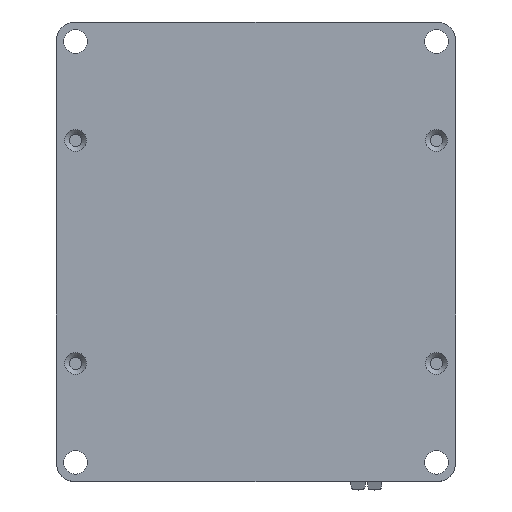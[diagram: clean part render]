
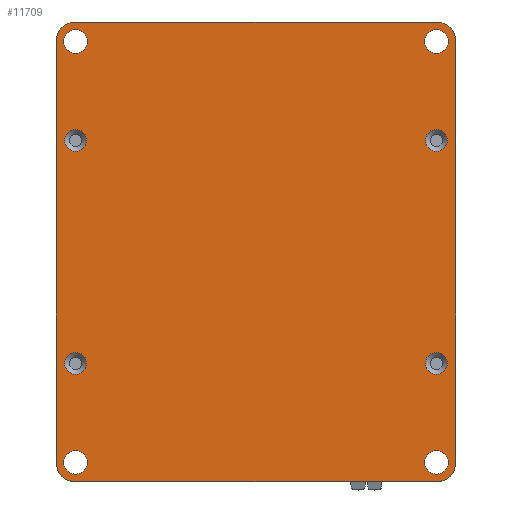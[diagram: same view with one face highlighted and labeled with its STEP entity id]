
A CAD part, top view. The second image highlights one B-rep face of the part: STEP entity #11709.
In plain terms, the highlighted face is planar.
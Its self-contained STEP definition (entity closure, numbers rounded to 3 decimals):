
#708=FACE_BOUND('',#2338,.T.);
#709=FACE_BOUND('',#2339,.T.);
#710=FACE_BOUND('',#2340,.T.);
#711=FACE_BOUND('',#2341,.T.);
#712=FACE_BOUND('',#2342,.T.);
#713=FACE_BOUND('',#2343,.T.);
#714=FACE_BOUND('',#2344,.T.);
#715=FACE_BOUND('',#2345,.T.);
#1106=CIRCLE('',#12749,2.3);
#1108=CIRCLE('',#12753,2.3);
#1110=CIRCLE('',#12757,2.3);
#1112=CIRCLE('',#12761,2.3);
#1122=CIRCLE('',#12795,4.1);
#1123=CIRCLE('',#12798,4.1);
#1124=CIRCLE('',#12799,4.1);
#1125=CIRCLE('',#12800,4.1);
#1126=CIRCLE('',#12801,2.5);
#1127=CIRCLE('',#12802,2.5);
#1128=CIRCLE('',#12803,2.5);
#1129=CIRCLE('',#12804,2.5);
#1693=FACE_OUTER_BOUND('',#2337,.T.);
#2337=EDGE_LOOP('',(#10656,#10657,#10658,#10659,#10660,#10661,#10662,#10663));
#2338=EDGE_LOOP('',(#10664));
#2339=EDGE_LOOP('',(#10665));
#2340=EDGE_LOOP('',(#10666));
#2341=EDGE_LOOP('',(#10667));
#2342=EDGE_LOOP('',(#10668));
#2343=EDGE_LOOP('',(#10669));
#2344=EDGE_LOOP('',(#10670));
#2345=EDGE_LOOP('',(#10671));
#3510=LINE('',#19441,#4696);
#3512=LINE('',#19445,#4698);
#3513=LINE('',#19449,#4699);
#3514=LINE('',#19453,#4700);
#4696=VECTOR('',#15990,10.);
#4698=VECTOR('',#15994,10.);
#4699=VECTOR('',#15997,10.);
#4700=VECTOR('',#16000,10.);
#5777=VERTEX_POINT('',#19328);
#5779=VERTEX_POINT('',#19336);
#5781=VERTEX_POINT('',#19344);
#5783=VERTEX_POINT('',#19352);
#5801=VERTEX_POINT('',#19434);
#5802=VERTEX_POINT('',#19436);
#5803=VERTEX_POINT('',#19440);
#5804=VERTEX_POINT('',#19444);
#5805=VERTEX_POINT('',#19446);
#5806=VERTEX_POINT('',#19448);
#5807=VERTEX_POINT('',#19450);
#5808=VERTEX_POINT('',#19452);
#5809=VERTEX_POINT('',#19455);
#5810=VERTEX_POINT('',#19457);
#5811=VERTEX_POINT('',#19459);
#5812=VERTEX_POINT('',#19461);
#7374=EDGE_CURVE('',#5777,#5777,#1106,.T.);
#7378=EDGE_CURVE('',#5779,#5779,#1108,.T.);
#7382=EDGE_CURVE('',#5781,#5781,#1110,.T.);
#7386=EDGE_CURVE('',#5783,#5783,#1112,.T.);
#7427=EDGE_CURVE('',#5801,#5802,#1122,.T.);
#7429=EDGE_CURVE('',#5802,#5803,#3510,.T.);
#7431=EDGE_CURVE('',#5804,#5801,#3512,.T.);
#7432=EDGE_CURVE('',#5805,#5804,#1123,.T.);
#7433=EDGE_CURVE('',#5806,#5805,#3513,.T.);
#7434=EDGE_CURVE('',#5807,#5806,#1124,.T.);
#7435=EDGE_CURVE('',#5808,#5807,#3514,.T.);
#7436=EDGE_CURVE('',#5803,#5808,#1125,.T.);
#7437=EDGE_CURVE('',#5809,#5809,#1126,.T.);
#7438=EDGE_CURVE('',#5810,#5810,#1127,.T.);
#7439=EDGE_CURVE('',#5811,#5811,#1128,.T.);
#7440=EDGE_CURVE('',#5812,#5812,#1129,.T.);
#10656=ORIENTED_EDGE('',*,*,#7427,.F.);
#10657=ORIENTED_EDGE('',*,*,#7431,.F.);
#10658=ORIENTED_EDGE('',*,*,#7432,.F.);
#10659=ORIENTED_EDGE('',*,*,#7433,.F.);
#10660=ORIENTED_EDGE('',*,*,#7434,.F.);
#10661=ORIENTED_EDGE('',*,*,#7435,.F.);
#10662=ORIENTED_EDGE('',*,*,#7436,.F.);
#10663=ORIENTED_EDGE('',*,*,#7429,.F.);
#10664=ORIENTED_EDGE('',*,*,#7374,.T.);
#10665=ORIENTED_EDGE('',*,*,#7378,.T.);
#10666=ORIENTED_EDGE('',*,*,#7382,.T.);
#10667=ORIENTED_EDGE('',*,*,#7386,.T.);
#10668=ORIENTED_EDGE('',*,*,#7437,.F.);
#10669=ORIENTED_EDGE('',*,*,#7438,.F.);
#10670=ORIENTED_EDGE('',*,*,#7439,.F.);
#10671=ORIENTED_EDGE('',*,*,#7440,.F.);
#11124=PLANE('',#12797);
#11709=ADVANCED_FACE('',(#1693,#708,#709,#710,#711,#712,#713,#714,#715),
#11124,.F.);
#12749=AXIS2_PLACEMENT_3D('',#19329,#15856,#15857);
#12753=AXIS2_PLACEMENT_3D('',#19337,#15866,#15867);
#12757=AXIS2_PLACEMENT_3D('',#19345,#15876,#15877);
#12761=AXIS2_PLACEMENT_3D('',#19353,#15886,#15887);
#12795=AXIS2_PLACEMENT_3D('',#19437,#15985,#15986);
#12797=AXIS2_PLACEMENT_3D('',#19443,#15992,#15993);
#12798=AXIS2_PLACEMENT_3D('',#19447,#15995,#15996);
#12799=AXIS2_PLACEMENT_3D('',#19451,#15998,#15999);
#12800=AXIS2_PLACEMENT_3D('',#19454,#16001,#16002);
#12801=AXIS2_PLACEMENT_3D('',#19456,#16003,#16004);
#12802=AXIS2_PLACEMENT_3D('',#19458,#16005,#16006);
#12803=AXIS2_PLACEMENT_3D('',#19460,#16007,#16008);
#12804=AXIS2_PLACEMENT_3D('',#19462,#16009,#16010);
#15856=DIRECTION('center_axis',(0.,0.,1.));
#15857=DIRECTION('ref_axis',(-1.,0.,0.));
#15866=DIRECTION('center_axis',(0.,0.,1.));
#15867=DIRECTION('ref_axis',(-1.,0.,0.));
#15876=DIRECTION('center_axis',(0.,0.,1.));
#15877=DIRECTION('ref_axis',(-1.,0.,0.));
#15886=DIRECTION('center_axis',(0.,0.,1.));
#15887=DIRECTION('ref_axis',(-1.,0.,0.));
#15985=DIRECTION('center_axis',(0.,0.,1.));
#15986=DIRECTION('ref_axis',(0.707,0.707,0.));
#15990=DIRECTION('',(-1.,0.,0.));
#15992=DIRECTION('center_axis',(0.,0.,1.));
#15993=DIRECTION('ref_axis',(1.,0.,0.));
#15994=DIRECTION('',(0.,1.,0.));
#15995=DIRECTION('center_axis',(0.,0.,1.));
#15996=DIRECTION('ref_axis',(0.707,-0.707,0.));
#15997=DIRECTION('',(1.,0.,0.));
#15998=DIRECTION('center_axis',(0.,0.,1.));
#15999=DIRECTION('ref_axis',(-0.707,-0.707,0.));
#16000=DIRECTION('',(0.,-1.,0.));
#16001=DIRECTION('center_axis',(0.,0.,1.));
#16002=DIRECTION('ref_axis',(-0.707,0.707,0.));
#16003=DIRECTION('center_axis',(0.,0.,-1.));
#16004=DIRECTION('ref_axis',(1.,0.,0.));
#16005=DIRECTION('center_axis',(0.,0.,-1.));
#16006=DIRECTION('ref_axis',(1.,0.,0.));
#16007=DIRECTION('center_axis',(0.,0.,-1.));
#16008=DIRECTION('ref_axis',(1.,0.,0.));
#16009=DIRECTION('center_axis',(0.,0.,-1.));
#16010=DIRECTION('ref_axis',(1.,0.,0.));
#19328=CARTESIAN_POINT('',(82.6,25.,0.));
#19329=CARTESIAN_POINT('Origin',(80.3,25.,0.));
#19336=CARTESIAN_POINT('',(6.4,72.1,0.));
#19337=CARTESIAN_POINT('Origin',(4.1,72.1,0.));
#19344=CARTESIAN_POINT('',(82.6,72.1,0.));
#19345=CARTESIAN_POINT('Origin',(80.3,72.1,0.));
#19352=CARTESIAN_POINT('',(6.4,25.,0.));
#19353=CARTESIAN_POINT('Origin',(4.1,25.,0.));
#19434=CARTESIAN_POINT('',(84.4,93.,0.));
#19436=CARTESIAN_POINT('',(80.3,97.1,0.));
#19437=CARTESIAN_POINT('Origin',(80.3,93.,0.));
#19440=CARTESIAN_POINT('',(4.1,97.1,0.));
#19441=CARTESIAN_POINT('',(84.4,97.1,0.));
#19443=CARTESIAN_POINT('Origin',(42.2,48.55,0.));
#19444=CARTESIAN_POINT('',(84.4,4.1,0.));
#19445=CARTESIAN_POINT('',(84.4,0.,0.));
#19446=CARTESIAN_POINT('',(80.3,0.,0.));
#19447=CARTESIAN_POINT('Origin',(80.3,4.1,0.));
#19448=CARTESIAN_POINT('',(4.1,0.,0.));
#19449=CARTESIAN_POINT('',(0.,0.,0.));
#19450=CARTESIAN_POINT('',(0.,4.1,0.));
#19451=CARTESIAN_POINT('Origin',(4.1,4.1,0.));
#19452=CARTESIAN_POINT('',(0.,93.,0.));
#19453=CARTESIAN_POINT('',(0.,97.1,0.));
#19454=CARTESIAN_POINT('Origin',(4.1,93.,0.));
#19455=CARTESIAN_POINT('',(77.8,93.,0.));
#19456=CARTESIAN_POINT('Origin',(80.3,93.,0.));
#19457=CARTESIAN_POINT('',(77.8,4.1,0.));
#19458=CARTESIAN_POINT('Origin',(80.3,4.1,0.));
#19459=CARTESIAN_POINT('',(1.6,93.,0.));
#19460=CARTESIAN_POINT('Origin',(4.1,93.,0.));
#19461=CARTESIAN_POINT('',(1.6,4.1,0.));
#19462=CARTESIAN_POINT('Origin',(4.1,4.1,0.));
